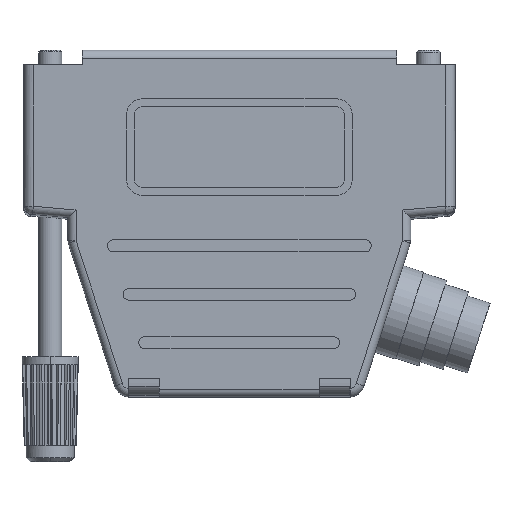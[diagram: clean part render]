
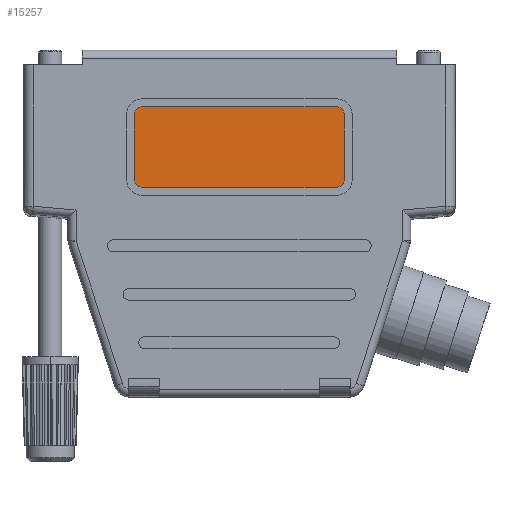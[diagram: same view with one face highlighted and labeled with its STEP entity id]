
A CAD part, front view. The second image highlights one B-rep face of the part: STEP entity #15257.
In plain terms, the highlighted planar face has unit normal (0, -1, 0).
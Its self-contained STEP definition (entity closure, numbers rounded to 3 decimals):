
#1003 = VERTEX_POINT ( 'NONE', #14018 ) ;
#1008 = CARTESIAN_POINT ( 'NONE',  ( -13., 0.2, -8. ) ) ;
#1272 = VECTOR ( 'NONE', #7667, 1000. ) ;
#1753 = DIRECTION ( 'NONE',  ( 0., -1., 0. ) ) ;
#1917 = DIRECTION ( 'NONE',  ( -1., 0., 0. ) ) ;
#2257 = CARTESIAN_POINT ( 'NONE',  ( -12., 0.2, -17. ) ) ;
#2980 = VERTEX_POINT ( 'NONE', #28432 ) ;
#3209 = EDGE_CURVE ( 'NONE', #14680, #24812, #24047, .T. ) ;
#3261 = DIRECTION ( 'NONE',  ( 0., 0., -1. ) ) ;
#3306 = DIRECTION ( 'NONE',  ( 0., -1., 0. ) ) ;
#3514 = CARTESIAN_POINT ( 'NONE',  ( -12., 0.2, -16. ) ) ;
#3742 = DIRECTION ( 'NONE',  ( 0., 0., -1. ) ) ;
#4228 = DIRECTION ( 'NONE',  ( 0., 0., -1. ) ) ;
#4252 = EDGE_CURVE ( 'NONE', #2980, #1003, #9151, .T. ) ;
#4479 = CARTESIAN_POINT ( 'NONE',  ( 12., 0.2, -7. ) ) ;
#5452 = CARTESIAN_POINT ( 'NONE',  ( -12., 0.2, -8. ) ) ;
#6962 = CIRCLE ( 'NONE', #10668, 1. ) ;
#7199 = DIRECTION ( 'NONE',  ( 0., -1., 0. ) ) ;
#7319 = AXIS2_PLACEMENT_3D ( 'NONE', #10134, #3306, #17105 ) ;
#7667 = DIRECTION ( 'NONE',  ( 0., 0., -1. ) ) ;
#8464 = EDGE_CURVE ( 'NONE', #1003, #8783, #16708, .T. ) ;
#8783 = VERTEX_POINT ( 'NONE', #22186 ) ;
#9151 = CIRCLE ( 'NONE', #7319, 1. ) ;
#9721 = ORIENTED_EDGE ( 'NONE', *, *, #22796, .T. ) ;
#9848 = CARTESIAN_POINT ( 'NONE',  ( -13., 0.2, -8. ) ) ;
#10127 = EDGE_CURVE ( 'NONE', #28549, #2980, #23646, .T. ) ;
#10134 = CARTESIAN_POINT ( 'NONE',  ( 12., 0.2, -16. ) ) ;
#10668 = AXIS2_PLACEMENT_3D ( 'NONE', #3514, #18789, #27836 ) ;
#10848 = VECTOR ( 'NONE', #28034, 1000. ) ;
#11511 = ORIENTED_EDGE ( 'NONE', *, *, #28291, .T. ) ;
#12479 = CARTESIAN_POINT ( 'NONE',  ( 13., 0.2, -16. ) ) ;
#12796 = FACE_OUTER_BOUND ( 'NONE', #27183, .T. ) ;
#12930 = CIRCLE ( 'NONE', #24107, 1. ) ;
#14018 = CARTESIAN_POINT ( 'NONE',  ( 13., 0.2, -16. ) ) ;
#14605 = CARTESIAN_POINT ( 'NONE',  ( -12., 0.2, -17. ) ) ;
#14680 = VERTEX_POINT ( 'NONE', #4479 ) ;
#15069 = CARTESIAN_POINT ( 'NONE',  ( 12., 0.2, -8. ) ) ;
#15247 = VECTOR ( 'NONE', #1917, 1000. ) ;
#15257 = ADVANCED_FACE ( 'NONE', ( #12796 ), #19360, .T. ) ;
#15871 = AXIS2_PLACEMENT_3D ( 'NONE', #15069, #19304, #3742 ) ;
#15973 = ORIENTED_EDGE ( 'NONE', *, *, #23423, .T. ) ;
#16708 = LINE ( 'NONE', #12479, #25343 ) ;
#17105 = DIRECTION ( 'NONE',  ( 0., 0., -1. ) ) ;
#17450 = AXIS2_PLACEMENT_3D ( 'NONE', #21687, #1753, #4228 ) ;
#17609 = EDGE_CURVE ( 'NONE', #8783, #14680, #21476, .T. ) ;
#18492 = CARTESIAN_POINT ( 'NONE',  ( -12., 0.2, -7. ) ) ;
#18789 = DIRECTION ( 'NONE',  ( 0., -1., 0. ) ) ;
#19304 = DIRECTION ( 'NONE',  ( 0., -1., 0. ) ) ;
#19360 = PLANE ( 'NONE',  #17450 ) ;
#21476 = CIRCLE ( 'NONE', #15871, 1. ) ;
#21687 = CARTESIAN_POINT ( 'NONE',  ( 12., 0.2, -8. ) ) ;
#21837 = CARTESIAN_POINT ( 'NONE',  ( 12., 0.2, -7. ) ) ;
#21921 = VERTEX_POINT ( 'NONE', #22838 ) ;
#22186 = CARTESIAN_POINT ( 'NONE',  ( 13., 0.2, -8. ) ) ;
#22796 = EDGE_CURVE ( 'NONE', #24812, #25864, #12930, .T. ) ;
#22838 = CARTESIAN_POINT ( 'NONE',  ( -13., 0.2, -16. ) ) ;
#22956 = LINE ( 'NONE', #9848, #1272 ) ;
#23423 = EDGE_CURVE ( 'NONE', #21921, #28549, #6962, .T. ) ;
#23646 = LINE ( 'NONE', #14605, #10848 ) ;
#24047 = LINE ( 'NONE', #21837, #15247 ) ;
#24107 = AXIS2_PLACEMENT_3D ( 'NONE', #5452, #7199, #3261 ) ;
#24812 = VERTEX_POINT ( 'NONE', #18492 ) ;
#25136 = ORIENTED_EDGE ( 'NONE', *, *, #10127, .T. ) ;
#25343 = VECTOR ( 'NONE', #27956, 1000. ) ;
#25555 = ORIENTED_EDGE ( 'NONE', *, *, #8464, .T. ) ;
#25864 = VERTEX_POINT ( 'NONE', #1008 ) ;
#26635 = ORIENTED_EDGE ( 'NONE', *, *, #17609, .T. ) ;
#27146 = ORIENTED_EDGE ( 'NONE', *, *, #3209, .T. ) ;
#27183 = EDGE_LOOP ( 'NONE', ( #26635, #27146, #9721, #11511, #15973, #25136, #27351, #25555 ) ) ;
#27351 = ORIENTED_EDGE ( 'NONE', *, *, #4252, .T. ) ;
#27836 = DIRECTION ( 'NONE',  ( 0., 0., -1. ) ) ;
#27956 = DIRECTION ( 'NONE',  ( 0., 0., 1. ) ) ;
#28034 = DIRECTION ( 'NONE',  ( 1., 0., 0. ) ) ;
#28291 = EDGE_CURVE ( 'NONE', #25864, #21921, #22956, .T. ) ;
#28432 = CARTESIAN_POINT ( 'NONE',  ( 12., 0.2, -17. ) ) ;
#28549 = VERTEX_POINT ( 'NONE', #2257 ) ;
